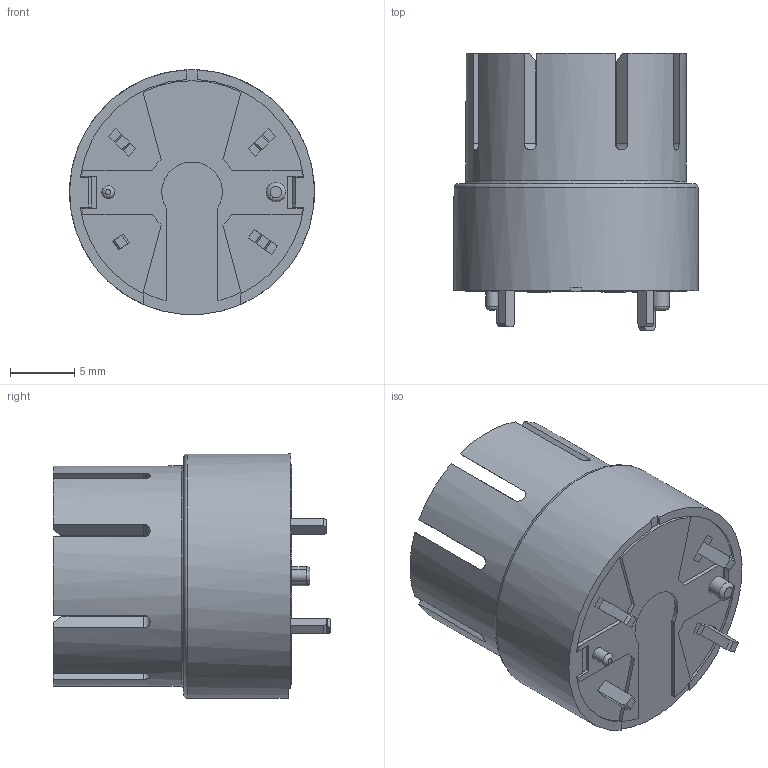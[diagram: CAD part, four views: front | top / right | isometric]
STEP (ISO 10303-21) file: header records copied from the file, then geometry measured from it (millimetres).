
FILE_DESCRIPTION(/* description */ (''),/* implementation_level */ '2;1');
FILE_NAME(/* name */ 'test.stp',/* time_stamp */ '2017-10-27T07:45:30+02:00',/* author */ ('mharscher'),/* organization */ (''),/* preprocessor_version */ 'ST-DEVELOPER v16.1',/* originating_system */ 'Autodesk Inventor 2016',/* authorisation */ '');
FILE_SCHEMA (('AUTOMOTIVE_DESIGN { 1 0 10303 214 3 1 1 }'));
Length unit declared in the file: millimetre
Products named in the file (1): PTFPOI
Bounding box: 18.99 x 21.5 x 18.97 mm (x, y, z)
Volume: 3129.1 mm3; surface area: 2222.6 mm2
Topology: 1 solids, 1 shells, 225 faces, 621 edges, 408 vertices
Faces by surface type: plane 144, cylinder 61, cone 10, torus 9, bspline 1
Full cylindrical faces by diameter (mm): 1 x1, 1.5 x1, 14.7 x1, 17.1 x1, 19 x1
Entity records: 7448 total; most frequent: CARTESIAN_POINT 1773, ORIENTED_EDGE 1228, DIRECTION 1114, EDGE_CURVE 614, LINE 410, VECTOR 410, VERTEX_POINT 409, AXIS2_PLACEMENT_3D 352
